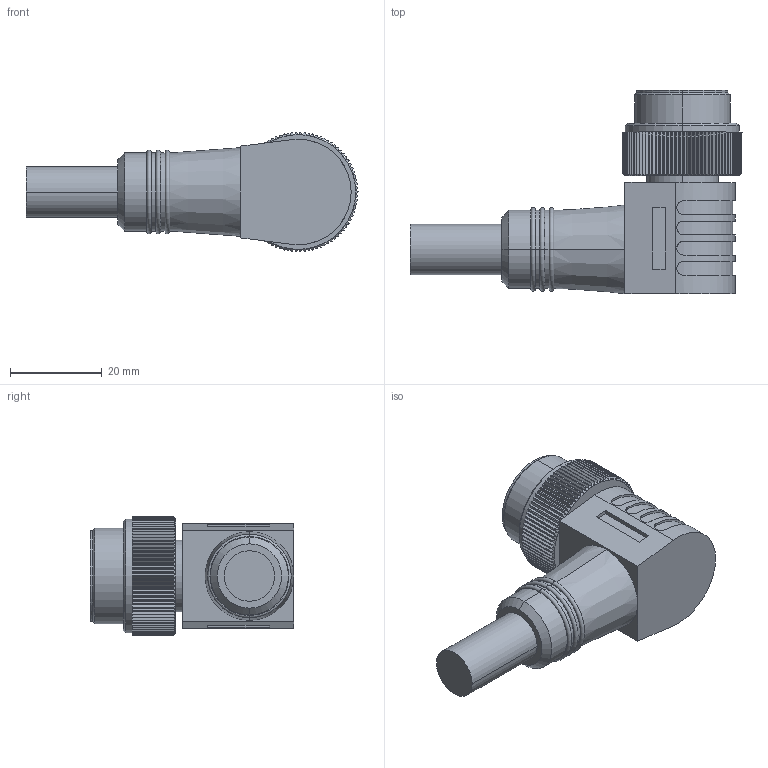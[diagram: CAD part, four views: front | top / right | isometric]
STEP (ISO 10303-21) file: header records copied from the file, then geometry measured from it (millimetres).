
FILE_DESCRIPTION((''),'2;1');
FILE_NAME('MLZ6-_M-20_ASM','2019-04-24T',('Administrator'),(''),'PRO/ENGINEER BY PARAMETRIC TECHNOLOGY CORPORATION, 2012480','PRO/ENGINEER BY PARAMETRIC TECHNOLOGY CORPORATION, 2012480','');
FILE_SCHEMA(('CONFIG_CONTROL_DESIGN'));
Length unit declared in the file: millimetre
Products named in the file (1): MLZ6-_M-20_ASM
Bounding box: 72.3 x 44.3 x 25.99 mm (x, y, z)
Volume: 26192.8 mm3; surface area: 12269.5 mm2
Topology: 2 solids, 16 shells, 599 faces, 1513 edges, 972 vertices
Faces by surface type: plane 275, cylinder 258, cone 48, sphere 12, torus 6
Entity records: 18718 total; most frequent: CARTESIAN_POINT 4301, DIRECTION 3009, ORIENTED_EDGE 2966, EDGE_CURVE 1483, AXIS2_PLACEMENT_3D 1149, VERTEX_POINT 972, VECTOR 711, LINE 711
